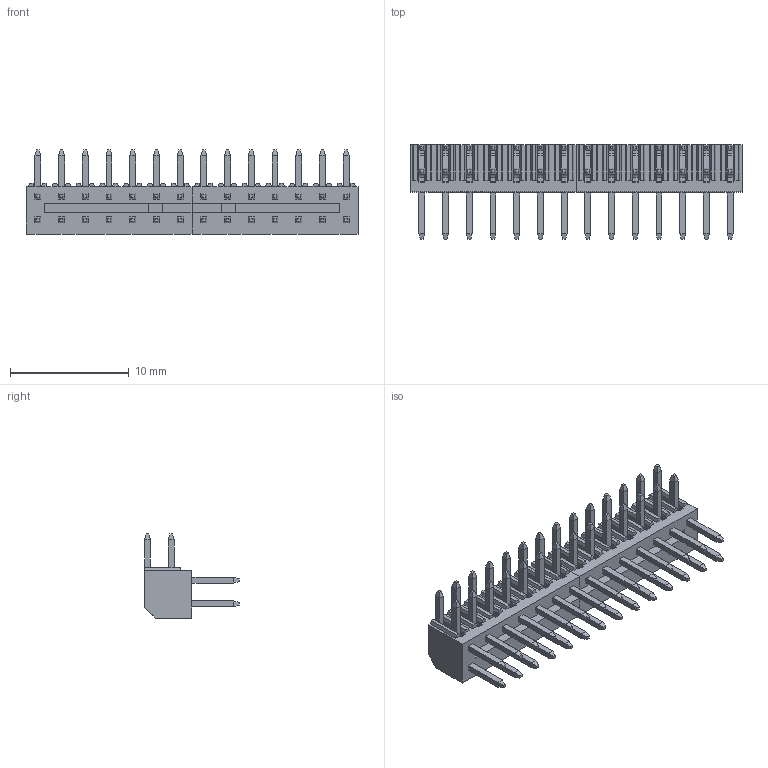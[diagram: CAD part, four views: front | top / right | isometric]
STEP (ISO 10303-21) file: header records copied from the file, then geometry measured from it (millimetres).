
FILE_DESCRIPTION(('Creo Elements/Direct Modeling STEP Export'),'2;1');
FILE_NAME('LTT28RB040028.stp','2017-06-21T14:53:38',(''),(''),'Creo Elements/Direct Modeling STEP processor for AP214 (Solid Model)','Creo Elements/Direct Modeling 18.1C 24-Feb-2013 (C) Parametric Technology GmbH','');
FILE_SCHEMA(('AUTOMOTIVE_DESIGN { 1 0 10303 214 1 1 1 1 }'));
Length unit declared in the file: millimetre
Products named in the file (46): LAYER; Skin_Group1; Skin_Group1.1; Skin_Group1.2; Skin_Group1.3; Skin_Group1.4; Skin_Group1.5; Skin_Group1.6; Skin_Group1.7; Skin_Group1.8
Assembly tree (17 placements, depth 2):
  LAYER
  LAYER
  LAYER
  LAYER
  LAYER
Bounding box: 28 x 8 x 7.1 mm (x, y, z)
Volume: 402.1 mm3; surface area: 1663.6 mm2
Topology: 30 solids, 30 shells, 1034 faces, 3838 edges, 3940 vertices
Faces by surface type: plane 922, cylinder 112
Entity records: 35833 total; most frequent: CARTESIAN_POINT 8312, DIRECTION 4934, ORIENTED_EDGE 4372, VECTOR 3054, LINE 3054, EDGE_CURVE 2186, VERTEX_POINT 1420, TRIMMED_CURVE 1092
